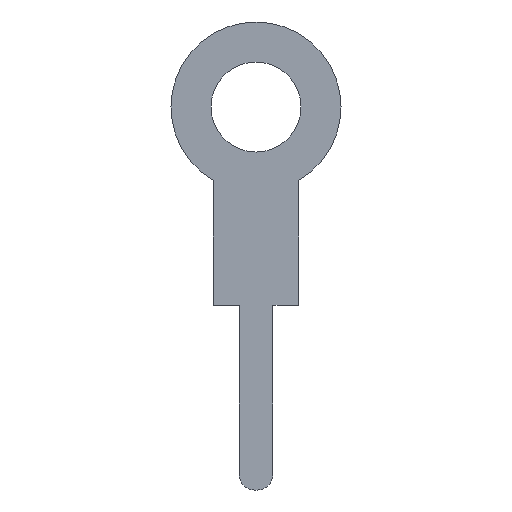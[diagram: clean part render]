
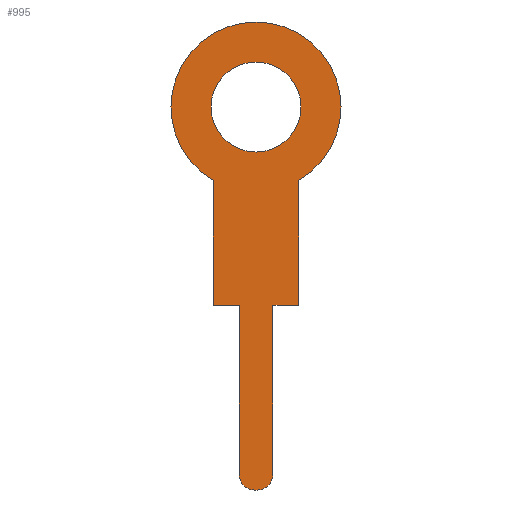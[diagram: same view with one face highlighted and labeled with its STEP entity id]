
A CAD part, front view. The second image highlights one B-rep face of the part: STEP entity #995.
In plain terms, the highlighted planar face has unit normal (0, -1, 0).
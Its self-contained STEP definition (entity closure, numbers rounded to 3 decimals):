
#13 = VERTEX_POINT ( 'NONE', #4107 ) ;
#222 = CARTESIAN_POINT ( 'NONE',  ( -1.5, -0.25, 6.5 ) ) ;
#269 = CIRCLE ( 'NONE', #14139, 1.585 ) ;
#360 = CARTESIAN_POINT ( 'NONE',  ( 0., -0.25, 11.905 ) ) ;
#474 = LINE ( 'NONE', #15174, #15479 ) ;
#534 = EDGE_CURVE ( 'NONE', #4360, #3848, #3853, .T. ) ;
#995 = ADVANCED_FACE ( 'NONE', ( #9782, #7071 ), #16240, .F. ) ;
#1068 = DIRECTION ( 'NONE',  ( 0., -1., 0. ) ) ;
#1084 = ORIENTED_EDGE ( 'NONE', *, *, #3422, .F. ) ;
#1285 = AXIS2_PLACEMENT_3D ( 'NONE', #6153, #1068, #2343 ) ;
#1495 = VERTEX_POINT ( 'NONE', #360 ) ;
#1686 = DIRECTION ( 'NONE',  ( 0., 0., 1. ) ) ;
#1899 = EDGE_CURVE ( 'NONE', #4412, #2760, #13693, .T. ) ;
#2343 = DIRECTION ( 'NONE',  ( 0., 0., 1. ) ) ;
#2416 = EDGE_CURVE ( 'NONE', #4360, #12845, #10245, .T. ) ;
#2496 = DIRECTION ( 'NONE',  ( 0., -1., 0. ) ) ;
#2663 = CARTESIAN_POINT ( 'NONE',  ( -1.5, -0.25, 6.5 ) ) ;
#2760 = VERTEX_POINT ( 'NONE', #222 ) ;
#2905 = DIRECTION ( 'NONE',  ( 0., -1., 0. ) ) ;
#3069 = CARTESIAN_POINT ( 'NONE',  ( -1.5, -0.25, 10.898 ) ) ;
#3422 = EDGE_CURVE ( 'NONE', #1495, #12516, #7551, .T. ) ;
#3537 = CARTESIAN_POINT ( 'NONE',  ( -1.5, -0.25, 13.49 ) ) ;
#3591 = CARTESIAN_POINT ( 'NONE',  ( 0.595, -0.25, 0.55 ) ) ;
#3848 = VERTEX_POINT ( 'NONE', #14731 ) ;
#3853 = CIRCLE ( 'NONE', #11218, 0.55 ) ;
#4037 = ORIENTED_EDGE ( 'NONE', *, *, #534, .T. ) ;
#4107 = CARTESIAN_POINT ( 'NONE',  ( 1.5, -0.25, 10.898 ) ) ;
#4111 = ORIENTED_EDGE ( 'NONE', *, *, #8320, .T. ) ;
#4260 = AXIS2_PLACEMENT_3D ( 'NONE', #14576, #2905, #7405 ) ;
#4296 = ORIENTED_EDGE ( 'NONE', *, *, #9994, .F. ) ;
#4360 = VERTEX_POINT ( 'NONE', #9202 ) ;
#4412 = VERTEX_POINT ( 'NONE', #3069 ) ;
#4495 = DIRECTION ( 'NONE',  ( 0., -1., 0. ) ) ;
#4865 = VECTOR ( 'NONE', #13756, 1000. ) ;
#5180 = VERTEX_POINT ( 'NONE', #13148 ) ;
#5373 = VECTOR ( 'NONE', #13944, 1000. ) ;
#5667 = VERTEX_POINT ( 'NONE', #11935 ) ;
#5971 = VECTOR ( 'NONE', #8946, 1000. ) ;
#6153 = CARTESIAN_POINT ( 'NONE',  ( 0.045, -0.25, 0.55 ) ) ;
#6305 = VECTOR ( 'NONE', #15841, 1000. ) ;
#6310 = CARTESIAN_POINT ( 'NONE',  ( 0., -0.25, 13.49 ) ) ;
#6632 = ORIENTED_EDGE ( 'NONE', *, *, #15333, .T. ) ;
#7071 = FACE_OUTER_BOUND ( 'NONE', #13316, .T. ) ;
#7405 = DIRECTION ( 'NONE',  ( 0., 0., -1. ) ) ;
#7419 = DIRECTION ( 'NONE',  ( -1., 0., 0. ) ) ;
#7551 = CIRCLE ( 'NONE', #15173, 1.585 ) ;
#7656 = VERTEX_POINT ( 'NONE', #3591 ) ;
#7692 = EDGE_CURVE ( 'NONE', #15214, #5667, #474, .T. ) ;
#7695 = ORIENTED_EDGE ( 'NONE', *, *, #8593, .F. ) ;
#7850 = EDGE_CURVE ( 'NONE', #13, #15214, #10307, .T. ) ;
#7990 = ORIENTED_EDGE ( 'NONE', *, *, #2416, .F. ) ;
#8009 = EDGE_CURVE ( 'NONE', #12516, #1495, #269, .T. ) ;
#8320 = EDGE_CURVE ( 'NONE', #3848, #5180, #13859, .T. ) ;
#8350 = DIRECTION ( 'NONE',  ( 0., 1., 0. ) ) ;
#8593 = EDGE_CURVE ( 'NONE', #5667, #7656, #10880, .T. ) ;
#8626 = CIRCLE ( 'NONE', #1285, 0.55 ) ;
#8804 = DIRECTION ( 'NONE',  ( 0., 0., 1. ) ) ;
#8946 = DIRECTION ( 'NONE',  ( 0., 0., -1. ) ) ;
#9029 = DIRECTION ( 'NONE',  ( 0., 0., -1. ) ) ;
#9202 = CARTESIAN_POINT ( 'NONE',  ( -0.595, -0.25, 0.55 ) ) ;
#9621 = CARTESIAN_POINT ( 'NONE',  ( 0., -0.25, 13.49 ) ) ;
#9782 = FACE_BOUND ( 'NONE', #14543, .T. ) ;
#9994 = EDGE_CURVE ( 'NONE', #12845, #2760, #10662, .T. ) ;
#10245 = LINE ( 'NONE', #14251, #12201 ) ;
#10271 = CARTESIAN_POINT ( 'NONE',  ( 0., -0.25, 15.075 ) ) ;
#10299 = VECTOR ( 'NONE', #14892, 1000. ) ;
#10307 = LINE ( 'NONE', #15570, #5971 ) ;
#10662 = LINE ( 'NONE', #2663, #6305 ) ;
#10741 = DIRECTION ( 'NONE',  ( 0., -1., 0. ) ) ;
#10880 = LINE ( 'NONE', #14785, #4865 ) ;
#11149 = CARTESIAN_POINT ( 'NONE',  ( -0.045, -0.25, 0.55 ) ) ;
#11218 = AXIS2_PLACEMENT_3D ( 'NONE', #11149, #4495, #1686 ) ;
#11890 = CARTESIAN_POINT ( 'NONE',  ( 1.5, -0.25, 6.5 ) ) ;
#11935 = CARTESIAN_POINT ( 'NONE',  ( 0.595, -0.25, 6.5 ) ) ;
#12186 = DIRECTION ( 'NONE',  ( 0., 0., 1. ) ) ;
#12201 = VECTOR ( 'NONE', #8804, 1000. ) ;
#12516 = VERTEX_POINT ( 'NONE', #10271 ) ;
#12845 = VERTEX_POINT ( 'NONE', #14054 ) ;
#13148 = CARTESIAN_POINT ( 'NONE',  ( 0.045, -0.25, 0. ) ) ;
#13172 = ORIENTED_EDGE ( 'NONE', *, *, #7850, .F. ) ;
#13226 = CIRCLE ( 'NONE', #4260, 2.995 ) ;
#13300 = ORIENTED_EDGE ( 'NONE', *, *, #1899, .T. ) ;
#13316 = EDGE_LOOP ( 'NONE', ( #4111, #6632, #7695, #13555, #13172, #13922, #13300, #4296, #7990, #4037 ) ) ;
#13459 = CARTESIAN_POINT ( 'NONE',  ( -1.5, -0.25, 13.49 ) ) ;
#13555 = ORIENTED_EDGE ( 'NONE', *, *, #7692, .F. ) ;
#13693 = LINE ( 'NONE', #3537, #5373 ) ;
#13756 = DIRECTION ( 'NONE',  ( 0., 0., -1. ) ) ;
#13859 = LINE ( 'NONE', #15136, #10299 ) ;
#13922 = ORIENTED_EDGE ( 'NONE', *, *, #14678, .T. ) ;
#13944 = DIRECTION ( 'NONE',  ( 0., 0., -1. ) ) ;
#14054 = CARTESIAN_POINT ( 'NONE',  ( -0.595, -0.25, 6.5 ) ) ;
#14139 = AXIS2_PLACEMENT_3D ( 'NONE', #9621, #10741, #15995 ) ;
#14232 = ORIENTED_EDGE ( 'NONE', *, *, #8009, .F. ) ;
#14251 = CARTESIAN_POINT ( 'NONE',  ( -0.595, -0.25, 0. ) ) ;
#14543 = EDGE_LOOP ( 'NONE', ( #1084, #14232 ) ) ;
#14576 = CARTESIAN_POINT ( 'NONE',  ( 0., -0.25, 13.49 ) ) ;
#14678 = EDGE_CURVE ( 'NONE', #13, #4412, #13226, .T. ) ;
#14731 = CARTESIAN_POINT ( 'NONE',  ( -0.045, -0.25, 0. ) ) ;
#14785 = CARTESIAN_POINT ( 'NONE',  ( 0.595, -0.25, 0. ) ) ;
#14892 = DIRECTION ( 'NONE',  ( 1., 0., 0. ) ) ;
#15136 = CARTESIAN_POINT ( 'NONE',  ( -1.5, -0.25, 0. ) ) ;
#15173 = AXIS2_PLACEMENT_3D ( 'NONE', #6310, #2496, #9029 ) ;
#15174 = CARTESIAN_POINT ( 'NONE',  ( 1.5, -0.25, 6.5 ) ) ;
#15214 = VERTEX_POINT ( 'NONE', #11890 ) ;
#15333 = EDGE_CURVE ( 'NONE', #5180, #7656, #8626, .T. ) ;
#15479 = VECTOR ( 'NONE', #7419, 1000. ) ;
#15570 = CARTESIAN_POINT ( 'NONE',  ( 1.5, -0.25, 13.49 ) ) ;
#15761 = AXIS2_PLACEMENT_3D ( 'NONE', #13459, #8350, #12186 ) ;
#15841 = DIRECTION ( 'NONE',  ( -1., 0., 0. ) ) ;
#15995 = DIRECTION ( 'NONE',  ( 0., 0., -1. ) ) ;
#16240 = PLANE ( 'NONE',  #15761 ) ;
